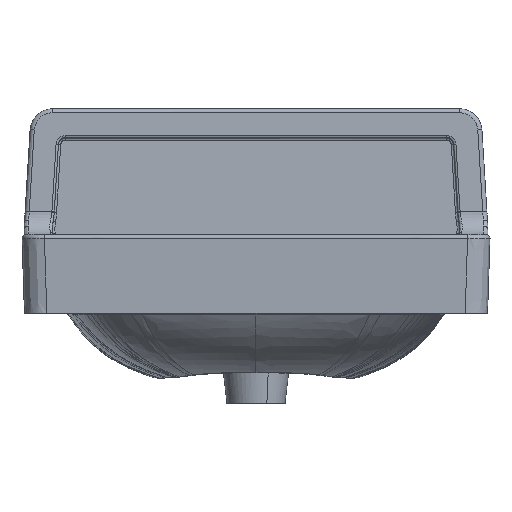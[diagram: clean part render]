
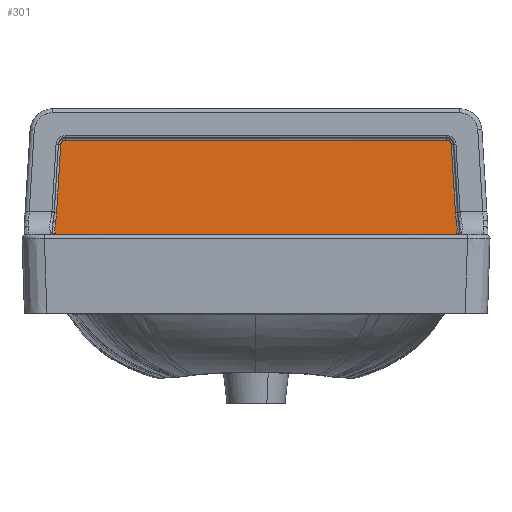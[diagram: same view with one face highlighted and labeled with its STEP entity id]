
A CAD part, front view. The second image highlights one B-rep face of the part: STEP entity #301.
In plain terms, the highlighted planar face has unit normal (0, -1, 0.025).
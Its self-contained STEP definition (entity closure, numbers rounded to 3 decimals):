
#301=ADVANCED_FACE('',(#600),#4460,.T.);
#600=FACE_OUTER_BOUND('',#908,.T.);
#908=EDGE_LOOP('',(#1917,#1918,#1919,#1920,#1921,#1922,#1923,#1924,#1925,
#1926,#1927,#1928,#1929,#1930));
#1917=ORIENTED_EDGE('',*,*,#2899,.F.);
#1918=ORIENTED_EDGE('',*,*,#3006,.F.);
#1919=ORIENTED_EDGE('',*,*,#3007,.F.);
#1920=ORIENTED_EDGE('',*,*,#2912,.F.);
#1921=ORIENTED_EDGE('',*,*,#2920,.F.);
#1922=ORIENTED_EDGE('',*,*,#3008,.T.);
#1923=ORIENTED_EDGE('',*,*,#3009,.F.);
#1924=ORIENTED_EDGE('',*,*,#3010,.F.);
#1925=ORIENTED_EDGE('',*,*,#2907,.F.);
#1926=ORIENTED_EDGE('',*,*,#2903,.F.);
#1927=ORIENTED_EDGE('',*,*,#3011,.F.);
#1928=ORIENTED_EDGE('',*,*,#3012,.F.);
#1929=ORIENTED_EDGE('',*,*,#2886,.F.);
#1930=ORIENTED_EDGE('',*,*,#3013,.T.);
#2886=EDGE_CURVE('',#4334,#4339,#3902,.T.);
#2899=EDGE_CURVE('',#4349,#4345,#3915,.T.);
#2903=EDGE_CURVE('',#4346,#4351,#3919,.T.);
#2907=EDGE_CURVE('',#4351,#4354,#3923,.T.);
#2912=EDGE_CURVE('',#4360,#4357,#3928,.T.);
#2920=EDGE_CURVE('',#4365,#4360,#3936,.T.);
#3006=EDGE_CURVE('',#4353,#4349,#3546,.T.);
#3007=EDGE_CURVE('',#4357,#4353,#3547,.T.);
#3008=EDGE_CURVE('',#4365,#4363,#3548,.T.);
#3009=EDGE_CURVE('',#4358,#4363,#3549,.T.);
#3010=EDGE_CURVE('',#4354,#4358,#3550,.T.);
#3011=EDGE_CURVE('',#4342,#4346,#3551,.T.);
#3012=EDGE_CURVE('',#4339,#4342,#3552,.T.);
#3013=EDGE_CURVE('',#4334,#4345,#3553,.T.);
#3546=B_SPLINE_CURVE_WITH_KNOTS('',3,(#39501,#39502,#39503,#39504,#39505,
#39506,#39507,#39508),.UNSPECIFIED.,.F.,.F.,(4,2,2,4),(-1.,-0.5,
-0.25,0.),.UNSPECIFIED.);
#3547=B_SPLINE_CURVE_WITH_KNOTS('',3,(#39509,#39510,#39511,#39512,#39513,
#39514),.UNSPECIFIED.,.F.,.F.,(4,2,4),(-1.,-0.5,
0.),.UNSPECIFIED.);
#3548=B_SPLINE_CURVE_WITH_KNOTS('',3,(#39515,#39516,#39517,#39518,#39519,
#39520),.UNSPECIFIED.,.F.,.F.,(4,2,4),(0.,0.5,1.),
 .UNSPECIFIED.);
#3549=B_SPLINE_CURVE_WITH_KNOTS('',1,(#39521,#39522),.UNSPECIFIED.,.F.,
 .F.,(2,2),(-459.523,0.),.UNSPECIFIED.);
#3550=B_SPLINE_CURVE_WITH_KNOTS('',3,(#39523,#39524,#39525,#39526,#39527,
#39528),.UNSPECIFIED.,.F.,.F.,(4,2,4),(-1.,-0.5,
0.),.UNSPECIFIED.);
#3551=B_SPLINE_CURVE_WITH_KNOTS('',3,(#39529,#39530,#39531,#39532,#39533,
#39534),.UNSPECIFIED.,.F.,.F.,(4,2,4),(-1.,-0.5,0.),.UNSPECIFIED.);
#3552=B_SPLINE_CURVE_WITH_KNOTS('',3,(#39535,#39536,#39537,#39538,#39539,
#39540,#39541,#39542),.UNSPECIFIED.,.F.,.F.,(4,2,2,4),(-1.,-0.75,-0.5,
0.),.UNSPECIFIED.);
#3553=B_SPLINE_CURVE_WITH_KNOTS('',3,(#39543,#39544,#39545,#39546),
 .UNSPECIFIED.,.F.,.F.,(4,4),(0.,1.),.UNSPECIFIED.);
#3902=(
BOUNDED_CURVE()
B_SPLINE_CURVE(3,(#37464,#37465,#37466,#37467),.UNSPECIFIED.,.F.,.F.)
B_SPLINE_CURVE_WITH_KNOTS((4,4),(-1.,0.),.UNSPECIFIED.)
CURVE()
GEOMETRIC_REPRESENTATION_ITEM()
RATIONAL_B_SPLINE_CURVE((1.,1.,1.,1.))
REPRESENTATION_ITEM('')
);
#3915=(
BOUNDED_CURVE()
B_SPLINE_CURVE(3,(#37568,#37569,#37570,#37571),.UNSPECIFIED.,.F.,.F.)
B_SPLINE_CURVE_WITH_KNOTS((4,4),(-1.,0.),.UNSPECIFIED.)
CURVE()
GEOMETRIC_REPRESENTATION_ITEM()
RATIONAL_B_SPLINE_CURVE((1.,1.,1.,1.))
REPRESENTATION_ITEM('')
);
#3919=(
BOUNDED_CURVE()
B_SPLINE_CURVE(3,(#37582,#37583,#37584,#37585),.UNSPECIFIED.,.F.,.F.)
B_SPLINE_CURVE_WITH_KNOTS((4,4),(-1.,0.),.UNSPECIFIED.)
CURVE()
GEOMETRIC_REPRESENTATION_ITEM()
RATIONAL_B_SPLINE_CURVE((1.,1.,1.,1.))
REPRESENTATION_ITEM('')
);
#3923=(
BOUNDED_CURVE()
B_SPLINE_CURVE(3,(#37602,#37603,#37604,#37605),.UNSPECIFIED.,.F.,.F.)
B_SPLINE_CURVE_WITH_KNOTS((4,4),(0.,81.663),
 .UNSPECIFIED.)
CURVE()
GEOMETRIC_REPRESENTATION_ITEM()
RATIONAL_B_SPLINE_CURVE((1.,1.,1.,1.))
REPRESENTATION_ITEM('')
);
#3928=(
BOUNDED_CURVE()
B_SPLINE_CURVE(3,(#37627,#37628,#37629,#37630),.UNSPECIFIED.,.F.,.F.)
B_SPLINE_CURVE_WITH_KNOTS((4,4),(0.,1.),
 .UNSPECIFIED.)
CURVE()
GEOMETRIC_REPRESENTATION_ITEM()
RATIONAL_B_SPLINE_CURVE((1.,1.,1.,1.))
REPRESENTATION_ITEM('')
);
#3936=(
BOUNDED_CURVE()
B_SPLINE_CURVE(3,(#37655,#37656,#37657,#37658),.UNSPECIFIED.,.F.,.F.)
B_SPLINE_CURVE_WITH_KNOTS((4,4),(-81.663,0.),
 .UNSPECIFIED.)
CURVE()
GEOMETRIC_REPRESENTATION_ITEM()
RATIONAL_B_SPLINE_CURVE((1.,1.,1.,1.))
REPRESENTATION_ITEM('')
);
#4334=VERTEX_POINT('',#33706);
#4339=VERTEX_POINT('',#33711);
#4342=VERTEX_POINT('',#33714);
#4345=VERTEX_POINT('',#33717);
#4346=VERTEX_POINT('',#33718);
#4349=VERTEX_POINT('',#33721);
#4351=VERTEX_POINT('',#33723);
#4353=VERTEX_POINT('',#33725);
#4354=VERTEX_POINT('',#33726);
#4357=VERTEX_POINT('',#33729);
#4358=VERTEX_POINT('',#33730);
#4360=VERTEX_POINT('',#33732);
#4363=VERTEX_POINT('',#33735);
#4365=VERTEX_POINT('',#33737);
#4460=PLANE('',#4710);
#4710=AXIS2_PLACEMENT_3D('',#13047,#4733,$);
#4733=DIRECTION('',(0.,-1.,0.025));
#13047=CARTESIAN_POINT('',(-290.622,-28.722,68.871));
#33706=CARTESIAN_POINT('',(-239.597,-31.987,-59.38));
#33711=CARTESIAN_POINT('',(-241.349,-31.875,-54.995));
#33714=CARTESIAN_POINT('',(-241.213,-31.51,-40.638));
#33717=CARTESIAN_POINT('',(239.587,-31.987,-59.406));
#33718=CARTESIAN_POINT('',(-240.113,-31.244,-30.197));
#33721=CARTESIAN_POINT('',(241.349,-31.875,-54.995));
#33723=CARTESIAN_POINT('',(-240.075,-31.227,-29.532));
#33725=CARTESIAN_POINT('',(241.213,-31.51,-40.638));
#33726=CARTESIAN_POINT('',(-235.109,-29.152,51.954));
#33729=CARTESIAN_POINT('',(240.113,-31.244,-30.197));
#33730=CARTESIAN_POINT('',(-229.761,-29.024,56.983));
#33732=CARTESIAN_POINT('',(240.075,-31.227,-29.532));
#33735=CARTESIAN_POINT('',(229.761,-29.024,56.983));
#33737=CARTESIAN_POINT('',(235.109,-29.152,51.954));
#37464=CARTESIAN_POINT('',(-239.597,-31.987,-59.38));
#37465=CARTESIAN_POINT('',(-240.181,-31.95,-57.918));
#37466=CARTESIAN_POINT('',(-240.765,-31.912,-56.456));
#37467=CARTESIAN_POINT('',(-241.349,-31.875,-54.995));
#37568=CARTESIAN_POINT('',(241.349,-31.875,-54.995));
#37569=CARTESIAN_POINT('',(240.762,-31.913,-56.465));
#37570=CARTESIAN_POINT('',(240.174,-31.95,-57.935));
#37571=CARTESIAN_POINT('',(239.587,-31.987,-59.406));
#37582=CARTESIAN_POINT('',(-240.113,-31.244,-30.197));
#37583=CARTESIAN_POINT('',(-240.101,-31.238,-29.975));
#37584=CARTESIAN_POINT('',(-240.088,-31.233,-29.754));
#37585=CARTESIAN_POINT('',(-240.075,-31.227,-29.532));
#37602=CARTESIAN_POINT('',(-240.075,-31.227,-29.532));
#37603=CARTESIAN_POINT('',(-238.42,-30.535,-2.37));
#37604=CARTESIAN_POINT('',(-236.764,-29.844,24.792));
#37605=CARTESIAN_POINT('',(-235.109,-29.152,51.954));
#37627=CARTESIAN_POINT('',(240.075,-31.227,-29.532));
#37628=CARTESIAN_POINT('',(240.088,-31.233,-29.754));
#37629=CARTESIAN_POINT('',(240.101,-31.238,-29.975));
#37630=CARTESIAN_POINT('',(240.113,-31.244,-30.197));
#37655=CARTESIAN_POINT('',(235.109,-29.152,51.954));
#37656=CARTESIAN_POINT('',(236.764,-29.844,24.792));
#37657=CARTESIAN_POINT('',(238.42,-30.535,-2.37));
#37658=CARTESIAN_POINT('',(240.075,-31.227,-29.532));
#39501=CARTESIAN_POINT('',(241.213,-31.51,-40.638));
#39502=CARTESIAN_POINT('',(241.586,-31.571,-43.028));
#39503=CARTESIAN_POINT('',(241.938,-31.632,-45.427));
#39504=CARTESIAN_POINT('',(242.155,-31.724,-49.04));
#39505=CARTESIAN_POINT('',(242.175,-31.754,-50.252));
#39506=CARTESIAN_POINT('',(241.993,-31.816,-52.669));
#39507=CARTESIAN_POINT('',(241.803,-31.846,-53.857));
#39508=CARTESIAN_POINT('',(241.349,-31.875,-54.995));
#39509=CARTESIAN_POINT('',(240.113,-31.244,-30.197));
#39510=CARTESIAN_POINT('',(240.207,-31.288,-31.947));
#39511=CARTESIAN_POINT('',(240.373,-31.333,-33.689));
#39512=CARTESIAN_POINT('',(240.739,-31.421,-37.169));
#39513=CARTESIAN_POINT('',(240.942,-31.466,-38.907));
#39514=CARTESIAN_POINT('',(241.213,-31.51,-40.638));
#39515=CARTESIAN_POINT('',(235.109,-29.152,51.954));
#39516=CARTESIAN_POINT('',(235.026,-29.118,53.311));
#39517=CARTESIAN_POINT('',(234.421,-29.085,54.598));
#39518=CARTESIAN_POINT('',(232.442,-29.038,56.458));
#39519=CARTESIAN_POINT('',(231.121,-29.024,56.983));
#39520=CARTESIAN_POINT('',(229.761,-29.024,56.983));
#39521=CARTESIAN_POINT('',(-229.761,-29.024,56.983));
#39522=CARTESIAN_POINT('',(229.761,-29.024,56.983));
#39523=CARTESIAN_POINT('',(-235.109,-29.152,51.954));
#39524=CARTESIAN_POINT('',(-235.026,-29.118,53.311));
#39525=CARTESIAN_POINT('',(-234.421,-29.085,54.598));
#39526=CARTESIAN_POINT('',(-232.442,-29.038,56.458));
#39527=CARTESIAN_POINT('',(-231.121,-29.024,56.983));
#39528=CARTESIAN_POINT('',(-229.761,-29.024,56.983));
#39529=CARTESIAN_POINT('',(-241.213,-31.51,-40.638));
#39530=CARTESIAN_POINT('',(-240.942,-31.466,-38.907));
#39531=CARTESIAN_POINT('',(-240.739,-31.421,-37.169));
#39532=CARTESIAN_POINT('',(-240.373,-31.333,-33.689));
#39533=CARTESIAN_POINT('',(-240.207,-31.288,-31.947));
#39534=CARTESIAN_POINT('',(-240.113,-31.244,-30.197));
#39535=CARTESIAN_POINT('',(-241.349,-31.875,-54.995));
#39536=CARTESIAN_POINT('',(-241.803,-31.846,-53.857));
#39537=CARTESIAN_POINT('',(-241.993,-31.816,-52.669));
#39538=CARTESIAN_POINT('',(-242.175,-31.754,-50.252));
#39539=CARTESIAN_POINT('',(-242.155,-31.724,-49.04));
#39540=CARTESIAN_POINT('',(-241.938,-31.632,-45.427));
#39541=CARTESIAN_POINT('',(-241.586,-31.571,-43.028));
#39542=CARTESIAN_POINT('',(-241.213,-31.51,-40.638));
#39543=CARTESIAN_POINT('',(-239.597,-31.987,-59.38));
#39544=CARTESIAN_POINT('',(-79.88,-32.048,-61.781));
#39545=CARTESIAN_POINT('',(79.867,-32.043,-61.586));
#39546=CARTESIAN_POINT('',(239.587,-31.987,-59.406));
